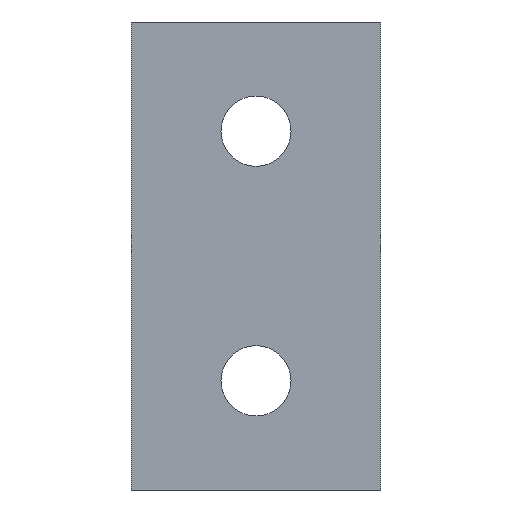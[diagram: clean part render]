
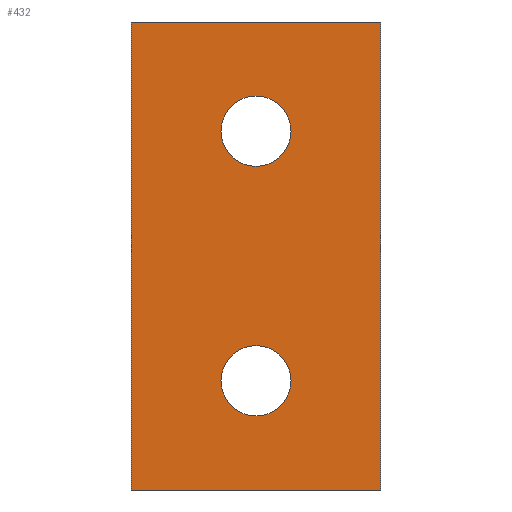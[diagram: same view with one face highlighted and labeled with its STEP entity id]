
A CAD part, left-side view. The second image highlights one B-rep face of the part: STEP entity #432.
In plain terms, the highlighted planar face has unit normal (-1, 0, 0).
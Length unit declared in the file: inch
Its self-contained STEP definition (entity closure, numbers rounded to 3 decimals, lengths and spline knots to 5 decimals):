
#1 = VECTOR ( 'NONE', #57, 39.37008 ) ;
#5 = VECTOR ( 'NONE', #475, 39.37008 ) ;
#6 = VERTEX_POINT ( 'NONE', #87 ) ;
#8 = DIRECTION ( 'NONE',  ( 0., -1., 0. ) ) ;
#20 = LINE ( 'NONE', #260, #5 ) ;
#21 = EDGE_LOOP ( 'NONE', ( #74, #439 ) ) ;
#23 = AXIS2_PLACEMENT_3D ( 'NONE', #114, #520, #518 ) ;
#46 = ORIENTED_EDGE ( 'NONE', *, *, #400, .T. ) ;
#57 = DIRECTION ( 'NONE',  ( 0., 0., -1. ) ) ;
#62 = CARTESIAN_POINT ( 'NONE',  ( 0., 0., 0.9375 ) ) ;
#73 = FACE_BOUND ( 'NONE', #21, .T. ) ;
#74 = ORIENTED_EDGE ( 'NONE', *, *, #95, .T. ) ;
#75 = CARTESIAN_POINT ( 'NONE',  ( 0., 0.5, 0.5 ) ) ;
#87 = CARTESIAN_POINT ( 'NONE',  ( 0., 0.5, -0.6405 ) ) ;
#95 = EDGE_CURVE ( 'NONE', #218, #402, #630, .T. ) ;
#114 = CARTESIAN_POINT ( 'NONE',  ( 0., 0.5, -0.5 ) ) ;
#125 = CARTESIAN_POINT ( 'NONE',  ( 0., 0.5, -0.3595 ) ) ;
#136 = FACE_OUTER_BOUND ( 'NONE', #238, .T. ) ;
#151 = CIRCLE ( 'NONE', #545, 0.1405 ) ;
#157 = ORIENTED_EDGE ( 'NONE', *, *, #308, .F. ) ;
#159 = CARTESIAN_POINT ( 'NONE',  ( 0., 0., 0.9375 ) ) ;
#201 = LINE ( 'NONE', #159, #603 ) ;
#218 = VERTEX_POINT ( 'NONE', #282 ) ;
#238 = EDGE_LOOP ( 'NONE', ( #571, #344, #157, #626 ) ) ;
#251 = CARTESIAN_POINT ( 'NONE',  ( 0., 0., 0.9375 ) ) ;
#260 = CARTESIAN_POINT ( 'NONE',  ( 0., 1., 0.9375 ) ) ;
#264 = PLANE ( 'NONE',  #565 ) ;
#282 = CARTESIAN_POINT ( 'NONE',  ( 0., 0.5, 0.6405 ) ) ;
#304 = CARTESIAN_POINT ( 'NONE',  ( 0., 1., 0.9375 ) ) ;
#308 = EDGE_CURVE ( 'NONE', #327, #522, #201, .T. ) ;
#327 = VERTEX_POINT ( 'NONE', #304 ) ;
#329 = EDGE_CURVE ( 'NONE', #522, #599, #438, .T. ) ;
#330 = CIRCLE ( 'NONE', #430, 0.1405 ) ;
#344 = ORIENTED_EDGE ( 'NONE', *, *, #329, .F. ) ;
#362 = CARTESIAN_POINT ( 'NONE',  ( 0., 0.5, 0.3595 ) ) ;
#367 = EDGE_CURVE ( 'NONE', #579, #6, #419, .T. ) ;
#369 = VERTEX_POINT ( 'NONE', #406 ) ;
#371 = DIRECTION ( 'NONE',  ( 1., 0., 0. ) ) ;
#389 = VECTOR ( 'NONE', #563, 39.37008 ) ;
#395 = EDGE_LOOP ( 'NONE', ( #552, #46 ) ) ;
#400 = EDGE_CURVE ( 'NONE', #6, #579, #151, .T. ) ;
#402 = VERTEX_POINT ( 'NONE', #362 ) ;
#406 = CARTESIAN_POINT ( 'NONE',  ( 0., 1., -0.9375 ) ) ;
#414 = DIRECTION ( 'NONE',  ( 1., 0., 0. ) ) ;
#416 = CARTESIAN_POINT ( 'NONE',  ( 0., 0., 0.9375 ) ) ;
#419 = CIRCLE ( 'NONE', #23, 0.1405 ) ;
#430 = AXIS2_PLACEMENT_3D ( 'NONE', #75, #627, #580 ) ;
#431 = EDGE_CURVE ( 'NONE', #327, #369, #20, .T. ) ;
#432 = ADVANCED_FACE ( 'NONE', ( #73, #136, #539 ), #264, .F. ) ;
#438 = LINE ( 'NONE', #251, #1 ) ;
#439 = ORIENTED_EDGE ( 'NONE', *, *, #549, .T. ) ;
#471 = CARTESIAN_POINT ( 'NONE',  ( 0., 0., -0.9375 ) ) ;
#475 = DIRECTION ( 'NONE',  ( 0., 0., -1. ) ) ;
#478 = CARTESIAN_POINT ( 'NONE',  ( 0., 0., -0.9375 ) ) ;
#495 = AXIS2_PLACEMENT_3D ( 'NONE', #535, #589, #528 ) ;
#516 = DIRECTION ( 'NONE',  ( 0., 0., -1. ) ) ;
#518 = DIRECTION ( 'NONE',  ( 0., 0., -1. ) ) ;
#519 = DIRECTION ( 'NONE',  ( 0., 0., -1. ) ) ;
#520 = DIRECTION ( 'NONE',  ( 1., 0., 0. ) ) ;
#522 = VERTEX_POINT ( 'NONE', #416 ) ;
#524 = LINE ( 'NONE', #471, #389 ) ;
#526 = EDGE_CURVE ( 'NONE', #369, #599, #524, .T. ) ;
#528 = DIRECTION ( 'NONE',  ( 0., 0., -1. ) ) ;
#535 = CARTESIAN_POINT ( 'NONE',  ( 0., 0.5, 0.5 ) ) ;
#539 = FACE_BOUND ( 'NONE', #395, .T. ) ;
#545 = AXIS2_PLACEMENT_3D ( 'NONE', #567, #414, #516 ) ;
#549 = EDGE_CURVE ( 'NONE', #402, #218, #330, .T. ) ;
#552 = ORIENTED_EDGE ( 'NONE', *, *, #367, .T. ) ;
#563 = DIRECTION ( 'NONE',  ( 0., -1., 0. ) ) ;
#565 = AXIS2_PLACEMENT_3D ( 'NONE', #62, #371, #519 ) ;
#567 = CARTESIAN_POINT ( 'NONE',  ( 0., 0.5, -0.5 ) ) ;
#571 = ORIENTED_EDGE ( 'NONE', *, *, #526, .T. ) ;
#579 = VERTEX_POINT ( 'NONE', #125 ) ;
#580 = DIRECTION ( 'NONE',  ( 0., 0., -1. ) ) ;
#589 = DIRECTION ( 'NONE',  ( 1., 0., 0. ) ) ;
#599 = VERTEX_POINT ( 'NONE', #478 ) ;
#603 = VECTOR ( 'NONE', #8, 39.37008 ) ;
#626 = ORIENTED_EDGE ( 'NONE', *, *, #431, .T. ) ;
#627 = DIRECTION ( 'NONE',  ( 1., 0., 0. ) ) ;
#630 = CIRCLE ( 'NONE', #495, 0.1405 ) ;
